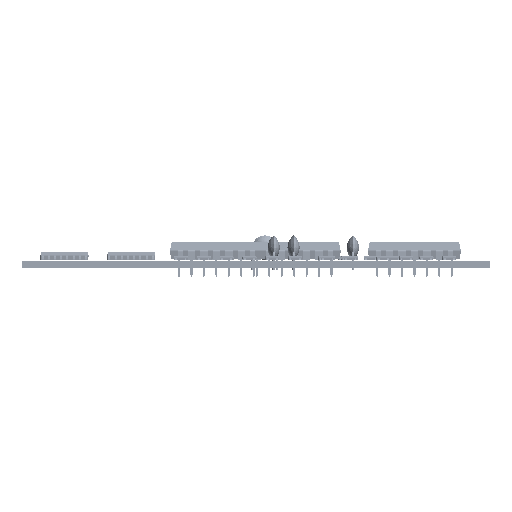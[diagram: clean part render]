
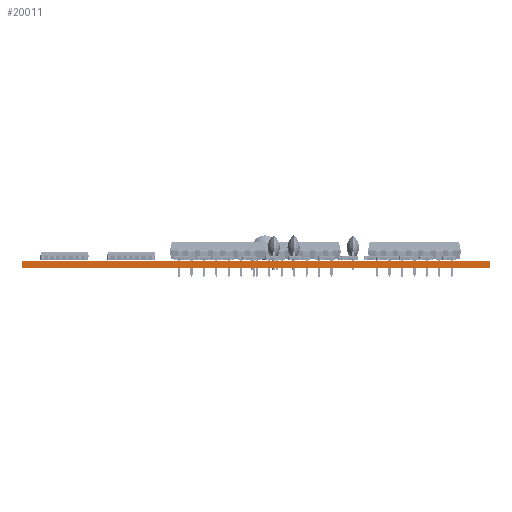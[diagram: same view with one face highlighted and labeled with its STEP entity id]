
A CAD part, left-side view. The second image highlights one B-rep face of the part: STEP entity #20011.
In plain terms, the highlighted planar face has unit normal (-1, 0, 0).
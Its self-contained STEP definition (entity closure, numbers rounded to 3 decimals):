
#19955 = VERTEX_POINT('',#19956);
#19956 = CARTESIAN_POINT('',(127.5,-149.5,1.51));
#19962 = EDGE_CURVE('',#19963,#19955,#19965,.T.);
#19963 = VERTEX_POINT('',#19964);
#19964 = CARTESIAN_POINT('',(127.5,-149.5,0.));
#19965 = LINE('',#19966,#19967);
#19966 = CARTESIAN_POINT('',(127.5,-149.5,0.));
#19967 = VECTOR('',#19968,1.);
#19968 = DIRECTION('',(0.,0.,1.));
#20011 = ADVANCED_FACE('',(#20012),#20037,.T.);
#20012 = FACE_BOUND('',#20013,.T.);
#20013 = EDGE_LOOP('',(#20014,#20015,#20023,#20031));
#20014 = ORIENTED_EDGE('',*,*,#19962,.T.);
#20015 = ORIENTED_EDGE('',*,*,#20016,.T.);
#20016 = EDGE_CURVE('',#19955,#20017,#20019,.T.);
#20017 = VERTEX_POINT('',#20018);
#20018 = CARTESIAN_POINT('',(127.5,-54.,1.51));
#20019 = LINE('',#20020,#20021);
#20020 = CARTESIAN_POINT('',(127.5,-149.5,1.51));
#20021 = VECTOR('',#20022,1.);
#20022 = DIRECTION('',(0.,1.,0.));
#20023 = ORIENTED_EDGE('',*,*,#20024,.F.);
#20024 = EDGE_CURVE('',#20025,#20017,#20027,.T.);
#20025 = VERTEX_POINT('',#20026);
#20026 = CARTESIAN_POINT('',(127.5,-54.,0.));
#20027 = LINE('',#20028,#20029);
#20028 = CARTESIAN_POINT('',(127.5,-54.,0.));
#20029 = VECTOR('',#20030,1.);
#20030 = DIRECTION('',(0.,0.,1.));
#20031 = ORIENTED_EDGE('',*,*,#20032,.F.);
#20032 = EDGE_CURVE('',#19963,#20025,#20033,.T.);
#20033 = LINE('',#20034,#20035);
#20034 = CARTESIAN_POINT('',(127.5,-149.5,0.));
#20035 = VECTOR('',#20036,1.);
#20036 = DIRECTION('',(0.,1.,0.));
#20037 = PLANE('',#20038);
#20038 = AXIS2_PLACEMENT_3D('',#20039,#20040,#20041);
#20039 = CARTESIAN_POINT('',(127.5,-149.5,0.));
#20040 = DIRECTION('',(-1.,0.,0.));
#20041 = DIRECTION('',(0.,1.,0.));
